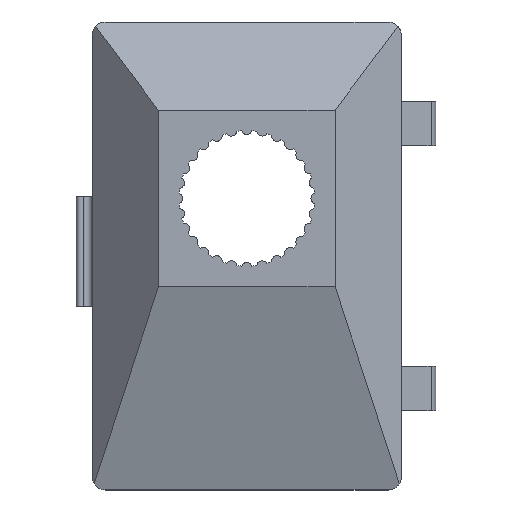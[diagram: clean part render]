
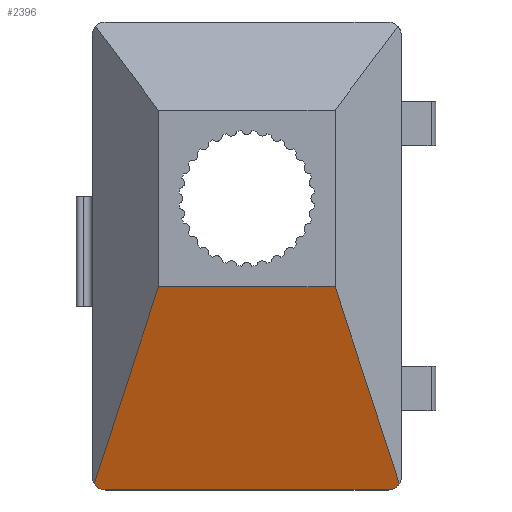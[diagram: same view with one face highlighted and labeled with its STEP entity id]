
A CAD part, top view. The second image highlights one B-rep face of the part: STEP entity #2396.
In plain terms, the highlighted planar face has unit normal (0, -0.31, 0.951).
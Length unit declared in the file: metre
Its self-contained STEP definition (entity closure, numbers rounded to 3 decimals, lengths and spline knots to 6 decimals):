
#14=ELLIPSE('',#2654,0.003155,0.003);
#17=ELLIPSE('',#2660,0.003155,0.003);
#597=ORIENTED_EDGE('',*,*,#1259,.T.);
#598=ORIENTED_EDGE('',*,*,#1193,.T.);
#599=ORIENTED_EDGE('',*,*,#1195,.T.);
#600=ORIENTED_EDGE('',*,*,#1203,.T.);
#601=ORIENTED_EDGE('',*,*,#1260,.T.);
#602=ORIENTED_EDGE('',*,*,#1019,.F.);
#1019=EDGE_CURVE('',#1386,#1387,#1638,.T.);
#1193=EDGE_CURVE('',#1558,#1557,#14,.F.);
#1195=EDGE_CURVE('',#1557,#1559,#1678,.T.);
#1203=EDGE_CURVE('',#1559,#1565,#17,.F.);
#1259=EDGE_CURVE('',#1386,#1558,#1724,.T.);
#1260=EDGE_CURVE('',#1565,#1387,#1725,.F.);
#1386=VERTEX_POINT('',#3659);
#1387=VERTEX_POINT('',#3661);
#1557=VERTEX_POINT('',#4010);
#1558=VERTEX_POINT('',#4012);
#1559=VERTEX_POINT('',#4016);
#1565=VERTEX_POINT('',#4030);
#1638=LINE('',#3660,#1829);
#1678=LINE('',#4015,#1869);
#1724=LINE('',#4144,#1915);
#1725=LINE('',#4145,#1916);
#1829=VECTOR('',#2839,1.);
#1869=VECTOR('',#3165,1.);
#1915=VECTOR('',#3291,1.);
#1916=VECTOR('',#3292,1.);
#2050=EDGE_LOOP('',(#597,#598,#599,#600,#601,#602));
#2205=FACE_BOUND('',#2050,.T.);
#2336=PLANE('',#2696);
#2396=ADVANCED_FACE('',(#2205),#2336,.F.);
#2654=AXIS2_PLACEMENT_3D('',#4011,#3159,#3160);
#2660=AXIS2_PLACEMENT_3D('',#4031,#3177,#3178);
#2696=AXIS2_PLACEMENT_3D('',#4143,#3289,#3290);
#2839=DIRECTION('',(1.,0.,0.));
#3159=DIRECTION('',(0.,0.31,-0.951));
#3160=DIRECTION('',(0.,-0.951,-0.31));
#3165=DIRECTION('',(1.,0.,0.));
#3177=DIRECTION('',(0.,0.31,-0.951));
#3178=DIRECTION('',(0.,0.951,0.31));
#3289=DIRECTION('',(0.,0.31,-0.951));
#3290=DIRECTION('',(-1.,0.,0.));
#3291=DIRECTION('',(-0.296,-0.908,-0.296));
#3292=DIRECTION('',(0.296,-0.908,-0.296));
#3659=CARTESIAN_POINT('',(-0.02,-0.007,0.061));
#3660=CARTESIAN_POINT('',(-0.0165,-0.007,0.061));
#3661=CARTESIAN_POINT('',(0.02,-0.007,0.061));
#4010=CARTESIAN_POINT('',(-0.032,-0.053,0.046));
#4011=CARTESIAN_POINT('',(-0.032,-0.05,0.046978));
#4012=CARTESIAN_POINT('',(-0.034542,-0.051594,0.046458));
#4015=CARTESIAN_POINT('',(0.,-0.053,0.046));
#4016=CARTESIAN_POINT('',(0.032,-0.053,0.046));
#4030=CARTESIAN_POINT('',(0.034542,-0.051594,0.046458));
#4031=CARTESIAN_POINT('',(0.032,-0.05,0.046978));
#4143=CARTESIAN_POINT('',(0.,-0.053,0.046));
#4144=CARTESIAN_POINT('',(-0.031931,-0.043588,0.049069));
#4145=CARTESIAN_POINT('',(0.031931,-0.043588,0.049069));
